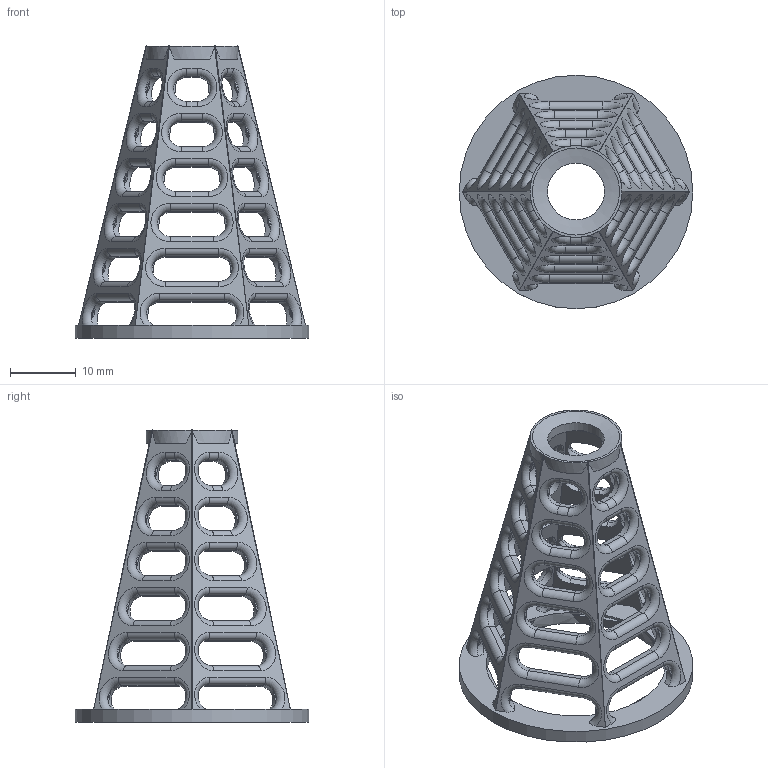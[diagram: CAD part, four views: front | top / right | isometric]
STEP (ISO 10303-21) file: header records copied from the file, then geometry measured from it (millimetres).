
FILE_DESCRIPTION(('FreeCAD Model'),'2;1');
FILE_NAME('Open CASCADE Shape Model','2024-12-01T20:47:14',('Author'),( ''),'Open CASCADE STEP processor 7.8','FreeCAD','Unknown');
FILE_SCHEMA(('AUTOMOTIVE_DESIGN { 1 0 10303 214 1 1 1 1 }'));
Length unit declared in the file: millimetre
Products named in the file (1): Body
Bounding box: 35.56 x 35.56 x 44.53 mm (x, y, z)
Volume: 3878.5 mm3; surface area: 5780.6 mm2
Topology: 1 solids, 1 shells, 560 faces, 1414 edges, 852 vertices
Faces by surface type: plane 268, cylinder 219, torus 72, cone 1
Full cylindrical faces by diameter (mm): 8.66 x1, 27.332 x1, 35.56 x1
Entity records: 17904 total; most frequent: CARTESIAN_POINT 3651, DIRECTION 3388, ORIENTED_EDGE 2828, AXIS2_PLACEMENT_3D 1437, EDGE_CURVE 1414, VERTEX_POINT 852, FACE_BOUND 630, EDGE_LOOP 630
